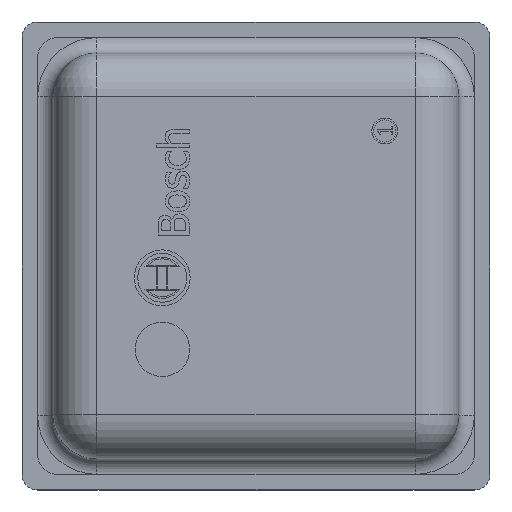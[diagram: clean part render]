
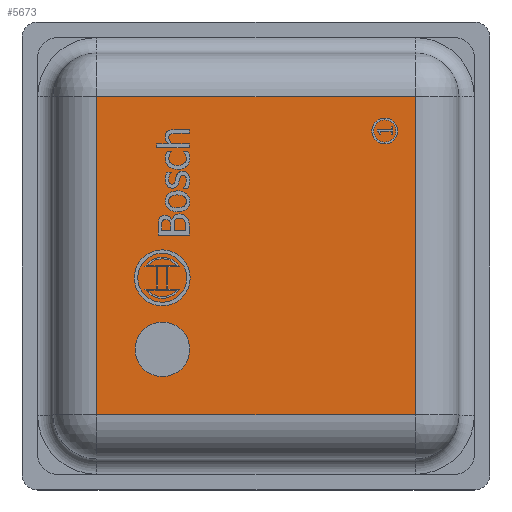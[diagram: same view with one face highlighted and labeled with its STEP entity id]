
A CAD part, top view. The second image highlights one B-rep face of the part: STEP entity #5673.
In plain terms, the highlighted face is planar.
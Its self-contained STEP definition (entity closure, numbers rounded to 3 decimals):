
#224=FACE_BOUND('',#915,.T.);
#260=CIRCLE('',#6021,0.175);
#578=FACE_OUTER_BOUND('',#914,.T.);
#914=EDGE_LOOP('',(#4525,#4526,#4527,#4528));
#915=EDGE_LOOP('',(#4529));
#1495=LINE('',#8454,#2116);
#1496=LINE('',#8456,#2117);
#1497=LINE('',#8458,#2118);
#1498=LINE('',#8459,#2119);
#2116=VECTOR('',#7051,2.04);
#2117=VECTOR('',#7052,2.04);
#2118=VECTOR('',#7053,2.04);
#2119=VECTOR('',#7054,2.04);
#2580=VERTEX_POINT('',#8328);
#2621=VERTEX_POINT('',#8452);
#2622=VERTEX_POINT('',#8453);
#2623=VERTEX_POINT('',#8455);
#2624=VERTEX_POINT('',#8457);
#3238=EDGE_CURVE('',#2580,#2580,#260,.T.);
#3299=EDGE_CURVE('',#2621,#2622,#1495,.T.);
#3300=EDGE_CURVE('',#2622,#2623,#1496,.T.);
#3301=EDGE_CURVE('',#2623,#2624,#1497,.T.);
#3302=EDGE_CURVE('',#2624,#2621,#1498,.T.);
#4525=ORIENTED_EDGE('',*,*,#3299,.T.);
#4526=ORIENTED_EDGE('',*,*,#3300,.T.);
#4527=ORIENTED_EDGE('',*,*,#3301,.T.);
#4528=ORIENTED_EDGE('',*,*,#3302,.T.);
#4529=ORIENTED_EDGE('',*,*,#3238,.F.);
#5425=PLANE('',#6063);
#5673=ADVANCED_FACE('',(#578,#224),#5425,.T.);
#6021=AXIS2_PLACEMENT_3D('',#8329,#6925,#6926);
#6063=AXIS2_PLACEMENT_3D('',#8451,#7049,#7050);
#6925=DIRECTION('center_axis',(0.,1.,0.));
#6926=DIRECTION('ref_axis',(0.,0.,1.));
#7049=DIRECTION('center_axis',(0.,1.,0.));
#7050=DIRECTION('ref_axis',(0.,0.,1.));
#7051=DIRECTION('',(-1.,0.,0.));
#7052=DIRECTION('',(0.,0.,1.));
#7053=DIRECTION('',(1.,0.,0.));
#7054=DIRECTION('',(0.,0.,-1.));
#8328=CARTESIAN_POINT('',(-0.6,1.,-0.425));
#8329=CARTESIAN_POINT('Origin',(-0.6,1.,-0.6));
#8451=CARTESIAN_POINT('Origin',(0.,1.,0.));
#8452=CARTESIAN_POINT('',(1.02,1.,-1.02));
#8453=CARTESIAN_POINT('',(-1.02,1.,-1.02));
#8454=CARTESIAN_POINT('',(-1.02,1.,-1.02));
#8455=CARTESIAN_POINT('',(-1.02,1.,1.02));
#8456=CARTESIAN_POINT('',(-1.02,1.,1.02));
#8457=CARTESIAN_POINT('',(1.02,1.,1.02));
#8458=CARTESIAN_POINT('',(1.02,1.,1.02));
#8459=CARTESIAN_POINT('',(1.02,1.,-1.02));
